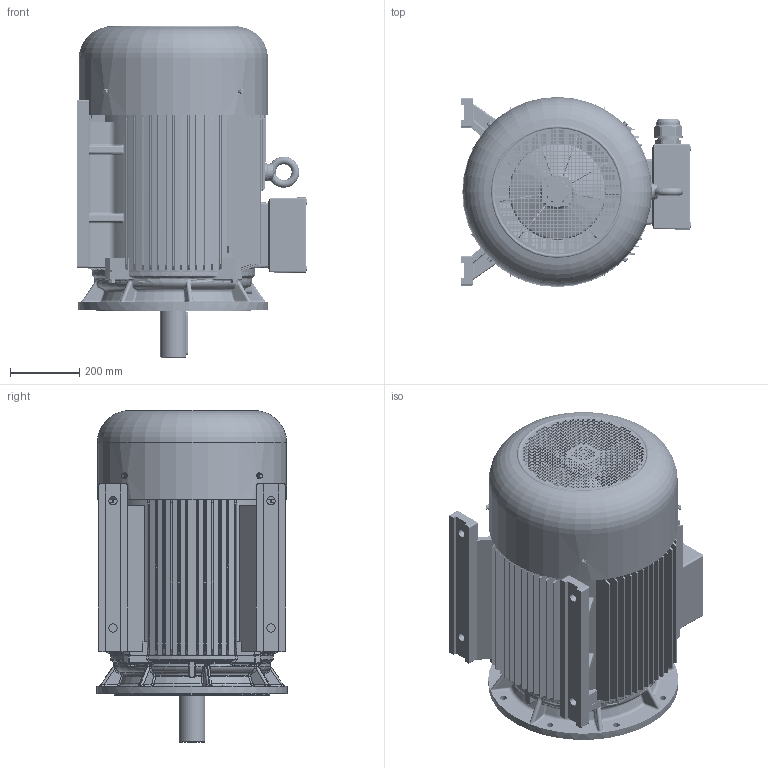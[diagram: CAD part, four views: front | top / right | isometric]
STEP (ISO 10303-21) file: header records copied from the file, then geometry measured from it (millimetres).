
FILE_DESCRIPTION(/* description */ (''),/* implementation_level */ '2;1');
FILE_NAME(/* name */ 'JM3-280S-4.6.8-B35.stp',/* time_stamp */ '2016-07-01T15:40:05+08:00',/* author */ (''),/* organization */ (''),/* preprocessor_version */ 'ST-DEVELOPER v15',/* originating_system */ 'SIEMENS PLM Software NX 8.5',/* authorisation */ '');
FILE_SCHEMA (('AUTOMOTIVE_DESIGN { 1 0 10303 214 3 1 1 1 }'));
Length unit declared in the file: millimetre
Products named in the file (1): pc0534AA92lzkf
Bounding box: 667.8 x 549.87 x 960.49 mm (x, y, z)
Volume: 41312526.2 mm3; surface area: 7986594.3 mm2
Topology: 58 solids, 58 shells, 6642 faces, 18190 edges, 11782 vertices
Faces by surface type: plane 4555, cylinder 973, bspline 423, cone 341, torus 318, sphere 32
Full cylindrical faces by diameter (mm): 7.188 x4, 8 x8, 8.4 x4, 9.026 x8, 10 x8, 10.863 x8, 11.2 x8, 11.5 x1, 12 x18, 12.6 x8, 16 x4, 20 x1, 24 x4, 43.312 x2, 51.188 x4, 61.031 x12, 63 x4, 64.969 x12, 67.922 x2, 68 x1, 83.672 x2, 85 x4, 88 x2, 110 x4, 180 x2, 235 x4, 270 x1, 440 x1, 456 x1, 543 x1
Entity records: 238830 total; most frequent: CARTESIAN_POINT 67999, ORIENTED_EDGE 35466, DIRECTION 31006, EDGE_CURVE 17733, LINE 12928, VECTOR 12928, VERTEX_POINT 11650, AXIS2_PLACEMENT_3D 9039
